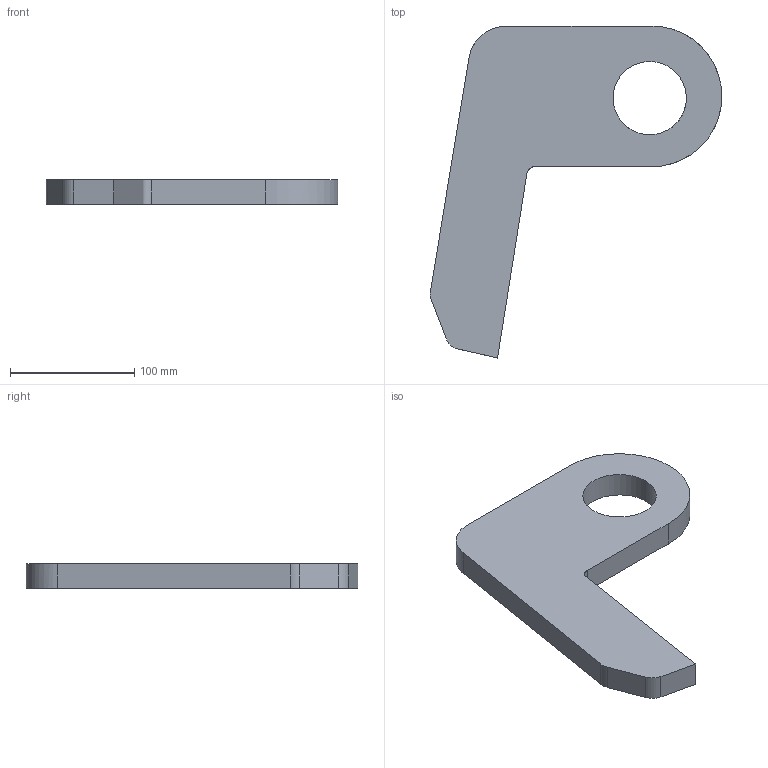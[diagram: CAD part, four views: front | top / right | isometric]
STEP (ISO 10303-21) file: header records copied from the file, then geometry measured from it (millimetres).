
FILE_DESCRIPTION (( 'STEP AP203' ), '1' );
FILE_NAME ('M5 - erp33360_kapak üst sallama 20mm.IGS_Default_sldprt.STEP', '2023-01-17T08:13:50', ( '' ), ( '' ), 'SwSTEP 2.0', 'SolidWorks 2019', '' );
FILE_SCHEMA (( 'CONFIG_CONTROL_DESIGN' ));
Length unit declared in the file: millimetre
Products named in the file (1): M5 - erp33360_kapak üst sallama 20mm.IGS_Default_sldprt
Bounding box: 234.66 x 267.05 x 20 mm (x, y, z)
Volume: 561772.3 mm3; surface area: 77235 mm2
Topology: 1 solids, 1 shells, 16 faces, 42 edges, 28 vertices
Faces by surface type: bspline 16
Entity records: 683 total; most frequent: CARTESIAN_POINT 353, ORIENTED_EDGE 84, EDGE_CURVE 42, B_SPLINE_CURVE_WITH_KNOTS 32, VERTEX_POINT 28, EDGE_LOOP 18, ADVANCED_FACE 16, FACE_OUTER_BOUND 16
